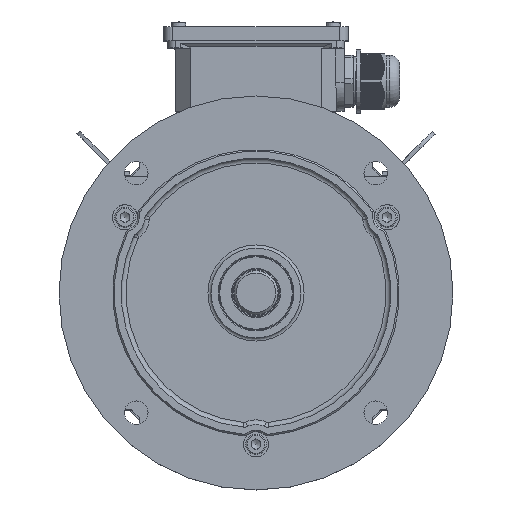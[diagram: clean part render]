
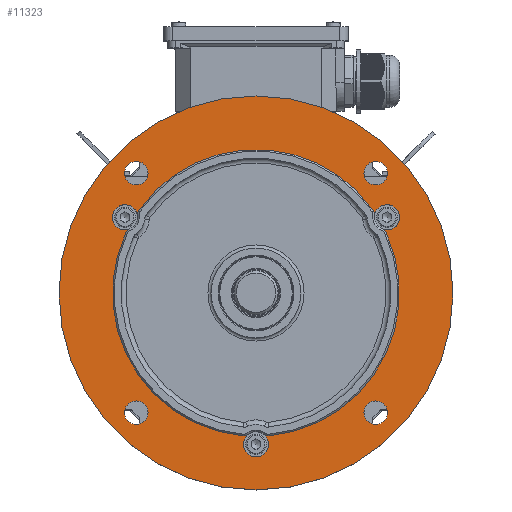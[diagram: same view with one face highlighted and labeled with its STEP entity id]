
A CAD part, top view. The second image highlights one B-rep face of the part: STEP entity #11323.
In plain terms, the highlighted planar face has unit normal (0, 0, 1).
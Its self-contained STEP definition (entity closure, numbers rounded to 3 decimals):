
#11323=ADVANCED_FACE('',(#19939,#19940,#19941,#19942,#19943,#19944),#14334,
 .T.);
#14334=PLANE('',#91120);
#18254=CIRCLE('',#91016,8.);
#18258=CIRCLE('',#91022,8.);
#18266=CIRCLE('',#91033,8.);
#18313=CIRCLE('',#91106,7.5);
#18314=CIRCLE('',#91107,7.5);
#18315=CIRCLE('',#91108,5.);
#18316=CIRCLE('',#91109,91.);
#18317=CIRCLE('',#91110,5.);
#18318=CIRCLE('',#91111,5.);
#18319=CIRCLE('',#91112,91.);
#18320=CIRCLE('',#91113,5.);
#18321=CIRCLE('',#91114,5.);
#18322=CIRCLE('',#91115,91.);
#18323=CIRCLE('',#91116,5.);
#18324=CIRCLE('',#91117,125.);
#18325=CIRCLE('',#91118,7.5);
#18326=CIRCLE('',#91119,7.5);
#19939=FACE_BOUND('',#24132,.T.);
#19940=FACE_BOUND('',#24133,.T.);
#19941=FACE_BOUND('',#24134,.T.);
#19942=FACE_BOUND('',#24135,.T.);
#19943=FACE_BOUND('',#24136,.T.);
#19944=FACE_BOUND('',#24137,.T.);
#24132=EDGE_LOOP('',(#42506));
#24133=EDGE_LOOP('',(#42507));
#24134=EDGE_LOOP('',(#42508,#42509,#42510,#42511,#42512,#42513,#42514,#42515,
#42516,#42517,#42518,#42519));
#24135=EDGE_LOOP('',(#42520));
#24136=EDGE_LOOP('',(#42521));
#24137=EDGE_LOOP('',(#42522));
#42506=ORIENTED_EDGE('',*,*,#67078,.T.);
#42507=ORIENTED_EDGE('',*,*,#67079,.T.);
#42508=ORIENTED_EDGE('',*,*,#66935,.F.);
#42509=ORIENTED_EDGE('',*,*,#67080,.T.);
#42510=ORIENTED_EDGE('',*,*,#67081,.T.);
#42511=ORIENTED_EDGE('',*,*,#67082,.T.);
#42512=ORIENTED_EDGE('',*,*,#66953,.F.);
#42513=ORIENTED_EDGE('',*,*,#67083,.T.);
#42514=ORIENTED_EDGE('',*,*,#67084,.T.);
#42515=ORIENTED_EDGE('',*,*,#67085,.T.);
#42516=ORIENTED_EDGE('',*,*,#66929,.F.);
#42517=ORIENTED_EDGE('',*,*,#67086,.T.);
#42518=ORIENTED_EDGE('',*,*,#67087,.T.);
#42519=ORIENTED_EDGE('',*,*,#67088,.T.);
#42520=ORIENTED_EDGE('',*,*,#67089,.F.);
#42521=ORIENTED_EDGE('',*,*,#67090,.T.);
#42522=ORIENTED_EDGE('',*,*,#67091,.T.);
#55966=VERTEX_POINT('',#140501);
#55969=VERTEX_POINT('',#140506);
#55972=VERTEX_POINT('',#140515);
#55975=VERTEX_POINT('',#140520);
#55986=VERTEX_POINT('',#140550);
#55989=VERTEX_POINT('',#140555);
#56097=VERTEX_POINT('',#141459);
#56098=VERTEX_POINT('',#141461);
#56099=VERTEX_POINT('',#141463);
#56100=VERTEX_POINT('',#141465);
#56101=VERTEX_POINT('',#141468);
#56102=VERTEX_POINT('',#141470);
#56103=VERTEX_POINT('',#141473);
#56104=VERTEX_POINT('',#141475);
#56105=VERTEX_POINT('',#141478);
#56106=VERTEX_POINT('',#141480);
#56107=VERTEX_POINT('',#141482);
#66929=EDGE_CURVE('',#55969,#55966,#18254,.T.);
#66935=EDGE_CURVE('',#55975,#55972,#18258,.T.);
#66953=EDGE_CURVE('',#55989,#55986,#18266,.T.);
#67078=EDGE_CURVE('',#56097,#56097,#18313,.T.);
#67079=EDGE_CURVE('',#56098,#56098,#18314,.T.);
#67080=EDGE_CURVE('',#55975,#56099,#18315,.T.);
#67081=EDGE_CURVE('',#56099,#56100,#18316,.T.);
#67082=EDGE_CURVE('',#56100,#55986,#18317,.T.);
#67083=EDGE_CURVE('',#55989,#56101,#18318,.T.);
#67084=EDGE_CURVE('',#56101,#56102,#18319,.T.);
#67085=EDGE_CURVE('',#56102,#55966,#18320,.T.);
#67086=EDGE_CURVE('',#55969,#56103,#18321,.T.);
#67087=EDGE_CURVE('',#56103,#56104,#18322,.T.);
#67088=EDGE_CURVE('',#56104,#55972,#18323,.T.);
#67089=EDGE_CURVE('',#56105,#56105,#18324,.T.);
#67090=EDGE_CURVE('',#56106,#56106,#18325,.T.);
#67091=EDGE_CURVE('',#56107,#56107,#18326,.T.);
#91016=AXIS2_PLACEMENT_3D('',#140507,#109439,#109440);
#91022=AXIS2_PLACEMENT_3D('',#140521,#109453,#109454);
#91033=AXIS2_PLACEMENT_3D('',#140556,#109485,#109486);
#91106=AXIS2_PLACEMENT_3D('',#141458,#109647,#109648);
#91107=AXIS2_PLACEMENT_3D('',#141460,#109649,#109650);
#91108=AXIS2_PLACEMENT_3D('',#141462,#109651,#109652);
#91109=AXIS2_PLACEMENT_3D('',#141464,#109653,#109654);
#91110=AXIS2_PLACEMENT_3D('',#141466,#109655,#109656);
#91111=AXIS2_PLACEMENT_3D('',#141467,#109657,#109658);
#91112=AXIS2_PLACEMENT_3D('',#141469,#109659,#109660);
#91113=AXIS2_PLACEMENT_3D('',#141471,#109661,#109662);
#91114=AXIS2_PLACEMENT_3D('',#141472,#109663,#109664);
#91115=AXIS2_PLACEMENT_3D('',#141474,#109665,#109666);
#91116=AXIS2_PLACEMENT_3D('',#141476,#109667,#109668);
#91117=AXIS2_PLACEMENT_3D('',#141477,#109669,#109670);
#91118=AXIS2_PLACEMENT_3D('',#141479,#109671,#109672);
#91119=AXIS2_PLACEMENT_3D('',#141481,#109673,#109674);
#91120=AXIS2_PLACEMENT_3D('',#141483,#109675,#109676);
#109439=DIRECTION('',(0.,0.,1.));
#109440=DIRECTION('',(1.,0.,0.));
#109453=DIRECTION('',(0.,0.,1.));
#109454=DIRECTION('',(1.,0.,0.));
#109485=DIRECTION('',(0.,0.,1.));
#109486=DIRECTION('',(1.,0.,0.));
#109647=DIRECTION('',(0.,0.,-1.));
#109648=DIRECTION('',(1.,0.,0.));
#109649=DIRECTION('',(0.,0.,-1.));
#109650=DIRECTION('',(1.,0.,0.));
#109651=DIRECTION('',(0.,0.,-1.));
#109652=DIRECTION('',(1.,0.,0.));
#109653=DIRECTION('',(0.,0.,-1.));
#109654=DIRECTION('',(-1.,0.,0.));
#109655=DIRECTION('',(0.,0.,-1.));
#109656=DIRECTION('',(1.,0.,0.));
#109657=DIRECTION('',(0.,0.,-1.));
#109658=DIRECTION('',(1.,0.,0.));
#109659=DIRECTION('',(0.,0.,-1.));
#109660=DIRECTION('',(-1.,0.,0.));
#109661=DIRECTION('',(0.,0.,-1.));
#109662=DIRECTION('',(1.,0.,0.));
#109663=DIRECTION('',(0.,0.,-1.));
#109664=DIRECTION('',(1.,0.,0.));
#109665=DIRECTION('',(0.,0.,-1.));
#109666=DIRECTION('',(-1.,0.,0.));
#109667=DIRECTION('',(0.,0.,-1.));
#109668=DIRECTION('',(1.,0.,0.));
#109669=DIRECTION('',(0.,0.,-1.));
#109670=DIRECTION('',(-1.,0.,0.));
#109671=DIRECTION('',(0.,0.,-1.));
#109672=DIRECTION('',(1.,0.,0.));
#109673=DIRECTION('',(0.,0.,-1.));
#109674=DIRECTION('',(1.,0.,0.));
#109675=DIRECTION('',(0.,0.,1.));
#109676=DIRECTION('',(1.,0.,0.));
#140501=CARTESIAN_POINT('',(-80.034,40.627,247.));
#140506=CARTESIAN_POINT('',(-75.201,48.998,247.));
#140507=CARTESIAN_POINT('',(-83.138,48.,247.));
#140515=CARTESIAN_POINT('',(75.201,48.998,247.));
#140520=CARTESIAN_POINT('',(80.034,40.627,247.));
#140521=CARTESIAN_POINT('',(83.138,48.,247.));
#140550=CARTESIAN_POINT('',(4.833,-89.625,247.));
#140555=CARTESIAN_POINT('',(-4.833,-89.625,247.));
#140556=CARTESIAN_POINT('',(0.,-96.,247.));
#141458=CARTESIAN_POINT('',(76.014,-76.014,247.));
#141459=CARTESIAN_POINT('',(83.514,-76.014,247.));
#141460=CARTESIAN_POINT('',(-76.014,76.014,247.));
#141461=CARTESIAN_POINT('',(-68.514,76.014,247.));
#141462=CARTESIAN_POINT('',(78.094,36.019,247.));
#141463=CARTESIAN_POINT('',(82.634,38.113,247.));
#141464=CARTESIAN_POINT('',(0.,0.,247.));
#141465=CARTESIAN_POINT('',(8.31,-90.62,247.));
#141466=CARTESIAN_POINT('',(7.854,-85.641,247.));
#141467=CARTESIAN_POINT('',(-7.854,-85.641,247.));
#141468=CARTESIAN_POINT('',(-8.31,-90.62,247.));
#141469=CARTESIAN_POINT('',(0.,0.,247.));
#141470=CARTESIAN_POINT('',(-82.634,38.113,247.));
#141471=CARTESIAN_POINT('',(-78.094,36.019,247.));
#141472=CARTESIAN_POINT('',(-70.24,49.622,247.));
#141473=CARTESIAN_POINT('',(-74.324,52.507,247.));
#141474=CARTESIAN_POINT('',(0.,0.,247.));
#141475=CARTESIAN_POINT('',(74.324,52.507,247.));
#141476=CARTESIAN_POINT('',(70.24,49.622,247.));
#141477=CARTESIAN_POINT('',(0.,0.,247.));
#141478=CARTESIAN_POINT('',(-125.,0.,247.));
#141479=CARTESIAN_POINT('',(76.014,76.014,247.));
#141480=CARTESIAN_POINT('',(83.514,76.014,247.));
#141481=CARTESIAN_POINT('',(-76.014,-76.014,247.));
#141482=CARTESIAN_POINT('',(-68.514,-76.014,247.));
#141483=CARTESIAN_POINT('',(0.,125.,247.));
